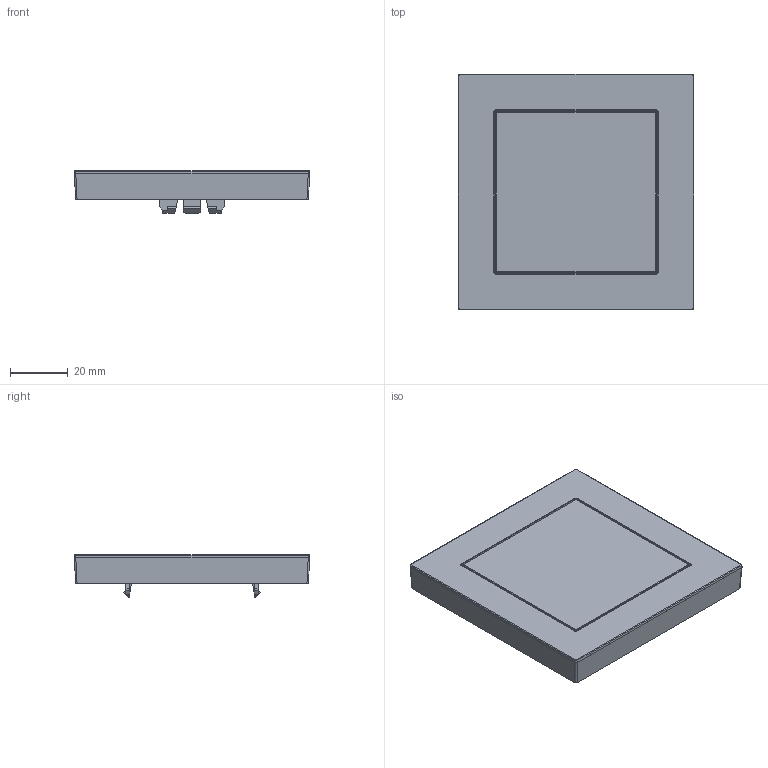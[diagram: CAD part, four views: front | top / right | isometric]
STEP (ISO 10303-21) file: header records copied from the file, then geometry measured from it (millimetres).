
FILE_DESCRIPTION((''),'2;1');
FILE_NAME('WAE1017WG_ASM','2025-05-13T07:43:31',('andolfs'),(''),'CREO PARAMETRIC BY PTC INC, 2023154','CREO PARAMETRIC BY PTC INC, 2023154','');
FILE_SCHEMA(('CONFIG_CONTROL_DESIGN','SHAPE_APPEARANCE_LAYERS_GROUPS'));
Products named in the file (4): W4G0118_52; W1A2155_80; W1A2377_80; WAE1017WG_ASM
Assembly tree (3 placements, depth 2):
  WAE1017WG_ASM
    W4G0118_52
    W1A2155_80
    W1A2377_80
Bounding box: 81.5 x 81.5 x 14.7 mm (x, y, z)
Volume: 21800.2 mm3; surface area: 26360.1 mm2
Topology: 2 solids, 2 shells, 3174 faces, 8595 edges, 5578 vertices
Faces by surface type: plane 1521, extrusion 869, cylinder 470, bspline 230, sphere 40, torus 28, cone 12, revolution 4
Entity records: 156415 total; most frequent: CARTESIAN_POINT 45124, ORIENTED_EDGE 17186, DIRECTION 11862, PRESENTATION_STYLE_ASSIGNMENT 10112, STYLED_ITEM 10047, CURVE_STYLE 8593, EDGE_CURVE 8593, VECTOR 6318
